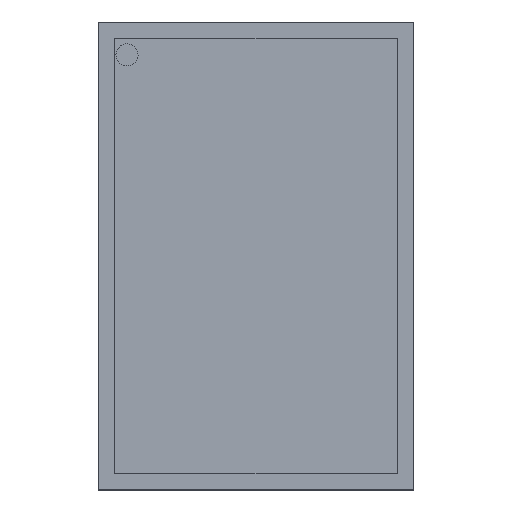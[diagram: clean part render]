
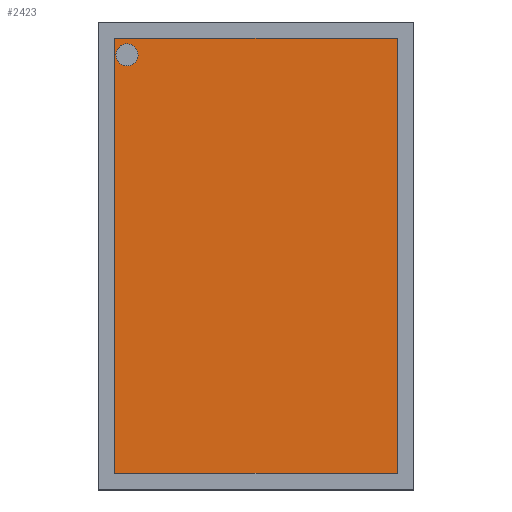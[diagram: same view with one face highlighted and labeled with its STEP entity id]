
A CAD part, top view. The second image highlights one B-rep face of the part: STEP entity #2423.
In plain terms, the highlighted planar face has unit normal (0, 0, 1).
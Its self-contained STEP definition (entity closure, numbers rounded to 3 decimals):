
#60=CARTESIAN_POINT('',(-1.217,1.944,1.5));
#61=VERTEX_POINT('',#60);
#87=CARTESIAN_POINT('',(-1.287,1.847,1.5));
#88=VERTEX_POINT('',#87);
#89=CARTESIAN_POINT('',(-1.186,1.847,1.5));
#90=DIRECTION('',(0.,0.,-1.));
#91=DIRECTION('',(-1.,0.,0.));
#92=AXIS2_PLACEMENT_3D('',#89,#90,#91);
#93=CIRCLE('',#92,0.102);
#94=EDGE_CURVE('NONE',#88,#61,#93,.T.);
#96=CARTESIAN_POINT('',(-1.186,1.847,1.5));
#97=DIRECTION('',(0.,0.,-1.));
#98=DIRECTION('',(-1.,0.,0.));
#99=AXIS2_PLACEMENT_3D('',#96,#97,#98);
#100=CIRCLE('',#99,0.102);
#101=EDGE_CURVE('NONE',#61,#88,#100,.T.);
#2313=CARTESIAN_POINT('',(1.3,2.,1.5));
#2314=VERTEX_POINT('',#2313);
#2321=CARTESIAN_POINT('',(1.3,-2.,1.5));
#2322=VERTEX_POINT('',#2321);
#2323=CARTESIAN_POINT('',(1.3,-2.,1.5));
#2324=DIRECTION('',(0.,1.,0.));
#2325=VECTOR('',#2324,4.);
#2326=LINE('',#2323,#2325);
#2327=EDGE_CURVE('NONE',#2322,#2314,#2326,.T.);
#2345=CARTESIAN_POINT('',(-1.3,2.,1.5));
#2346=VERTEX_POINT('',#2345);
#2353=CARTESIAN_POINT('',(1.3,2.,1.5));
#2354=DIRECTION('',(-1.,-0.,0.));
#2355=VECTOR('',#2354,2.6);
#2356=LINE('',#2353,#2355);
#2357=EDGE_CURVE('NONE',#2314,#2346,#2356,.T.);
#2370=CARTESIAN_POINT('',(-1.3,-2.,1.5));
#2371=VERTEX_POINT('',#2370);
#2378=CARTESIAN_POINT('',(-1.3,2.,1.5));
#2379=DIRECTION('',(-0.,-1.,-0.));
#2380=VECTOR('',#2379,4.);
#2381=LINE('',#2378,#2380);
#2382=EDGE_CURVE('NONE',#2346,#2371,#2381,.T.);
#2396=CARTESIAN_POINT('',(-1.3,-2.,1.5));
#2397=DIRECTION('',(1.,0.,-0.));
#2398=VECTOR('',#2397,2.6);
#2399=LINE('',#2396,#2398);
#2400=EDGE_CURVE('NONE',#2371,#2322,#2399,.T.);
#2408=CARTESIAN_POINT('',(0.,0.,1.5));
#2409=DIRECTION('',(0.,0.,1.));
#2410=DIRECTION('',(1.,0.,0.));
#2411=AXIS2_PLACEMENT_3D('',#2408,#2409,#2410);
#2412=PLANE('',#2411);
#2413=ORIENTED_EDGE('',*,*,#94,.T.);
#2414=ORIENTED_EDGE('',*,*,#101,.T.);
#2415=EDGE_LOOP('',(#2413,#2414));
#2416=FACE_BOUND('',#2415,.T.);
#2417=ORIENTED_EDGE('',*,*,#2382,.T.);
#2418=ORIENTED_EDGE('',*,*,#2400,.T.);
#2419=ORIENTED_EDGE('',*,*,#2327,.T.);
#2420=ORIENTED_EDGE('',*,*,#2357,.T.);
#2421=EDGE_LOOP('',(#2417,#2418,#2419,#2420));
#2422=FACE_BOUND('',#2421,.T.);
#2423=ADVANCED_FACE('NONE',(#2416,#2422),#2412,.T.);
